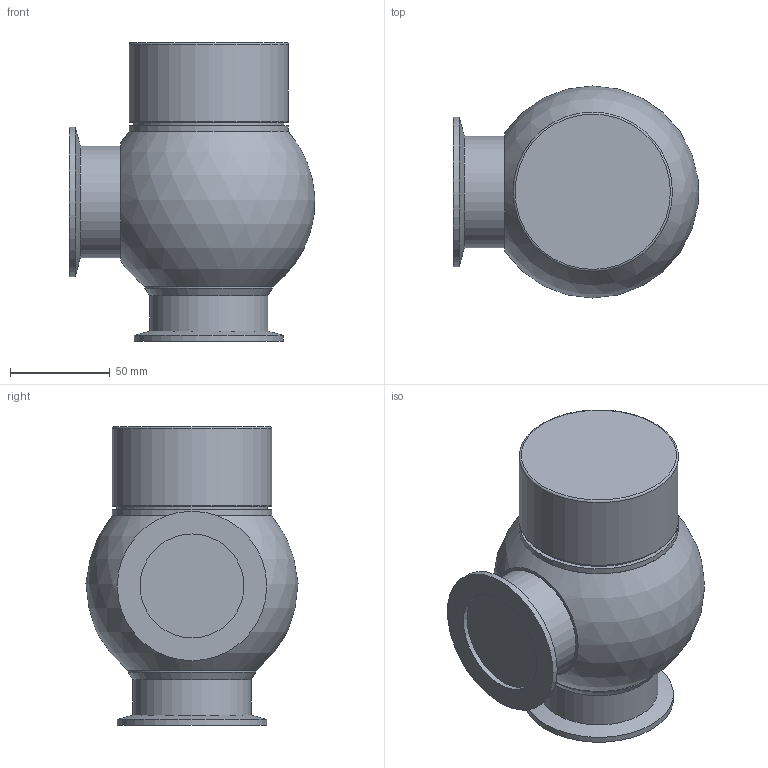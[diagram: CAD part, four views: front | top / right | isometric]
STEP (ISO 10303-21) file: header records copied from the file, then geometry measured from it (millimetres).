
FILE_DESCRIPTION( ( 'Unknown' ), '1' );
FILE_NAME( '3017.stp', 'Unknown', ( 'Unknown' ), ( 'Unknown' ), 'PSStep 14.0', 'Unknown', ' ' );
FILE_SCHEMA( ( 'AUTOMOTIVE_DESIGN { 1 0 10303 214 1 1 1 1 }' ) );
Length unit declared in the file: millimetre
Products named in the file (6): Assem1; Kugel 50; Flansch1  50; Flansch2 50; Topf 50; 3007-1
Assembly tree (5 placements, depth 2):
  Assem1
    Kugel 50
    Flansch1  50
    Flansch2 50
    Topf 50
    3007-1
Bounding box: 123.19 x 106.48 x 150 mm (x, y, z)
Volume: 420739.2 mm3; surface area: 126521.7 mm2
Topology: 5 solids, 5 shells, 43 faces, 71 edges, 45 vertices
Faces by surface type: cylinder 18, plane 18, cone 3, sphere 2, torus 2
Full cylindrical faces by diameter (mm): 50 x1, 52 x2, 52.2 x2, 56 x1, 59.352 x1, 62 x2, 64 x1, 75 x2, 75.5 x1, 76.5 x1, 78 x2, 80 x2
Entity records: 1302 total; most frequent: DIRECTION 180, CARTESIAN_POINT 131, AXIS2_PLACEMENT_3D 90, EDGE_LOOP 82, ORIENTED_EDGE 82, FACE_OUTER_BOUND 65, STYLED_ITEM 43, PRESENTATION_STYLE_ASSIGNMENT 43
